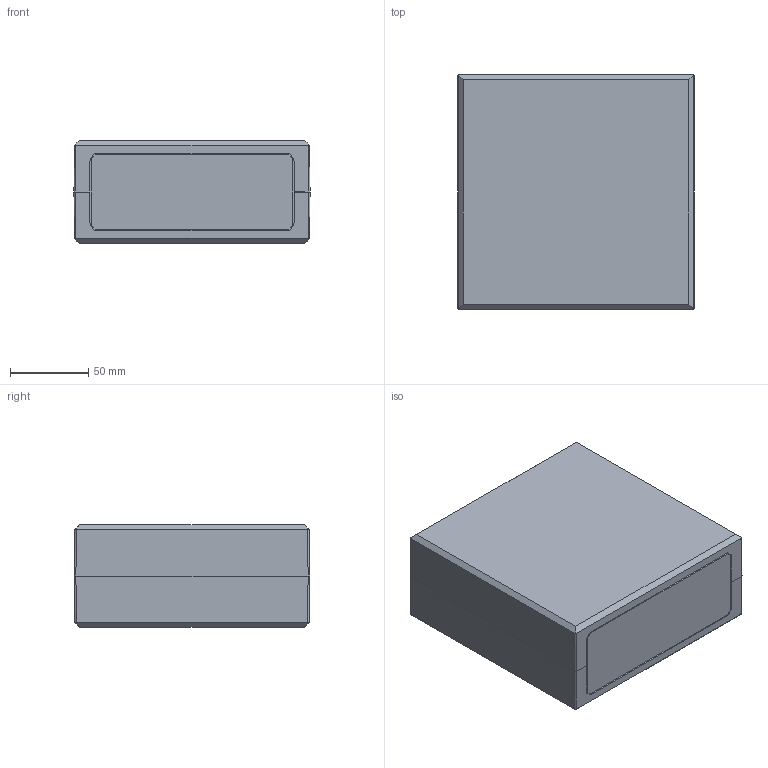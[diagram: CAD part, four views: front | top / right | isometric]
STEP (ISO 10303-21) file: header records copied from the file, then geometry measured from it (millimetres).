
FILE_DESCRIPTION(/* description */ (''),/* implementation_level */ '2;1');
FILE_NAME(/* name */ '1801100600-MB150_Rastverschl..stp',/* time_stamp */ '2016-07-28T13:51:59+02:00',/* author */ ('Robin.Rentz'),/* organization */ (''),/* preprocessor_version */ 'ST-DEVELOPER v15.6',/* originating_system */ 'Autodesk Inventor 2015',/* authorisation */ '');
FILE_SCHEMA (('AUTOMOTIVE_DESIGN { 1 0 10303 214 3 1 1 }'));
Length unit declared in the file: millimetre
Products named in the file (7): xXxXxXxXxX-Halbschale_150x150_ohne Buchsen; 1990000040 - Buchse M3x5  HITSERT; 1801100302-Halbschale_150x150_mit Mess.-Buchsen; 1819100300 - Kunststofffrontplatte für Quadro-Box MB 150; xxx - Kunststoffbuchse für Quadro-Box; 1990000059 - Rastverschluss M3_VE; 1801100600-MB150_Rastverschl.
Bounding box: 150.5 x 150 x 65.2 mm (x, y, z)
Volume: 255316.6 mm3; surface area: 190809.5 mm2
Topology: 16 solids, 16 shells, 530 faces, 1260 edges, 836 vertices
Faces by surface type: plane 410, cylinder 108, bspline 8, cone 4
Full cylindrical faces by diameter (mm): 2 x12, 2.459 x4, 3 x4, 4 x4, 4.1 x8, 4.3 x4, 4.8 x4, 4.9 x4, 6 x20, 6.3 x4, 8 x12
Entity records: 6822 total; most frequent: CARTESIAN_POINT 1244, DIRECTION 1122, ORIENTED_EDGE 1038, EDGE_CURVE 519, LINE 408, VECTOR 408, VERTEX_POINT 365, AXIS2_PLACEMENT_3D 357
